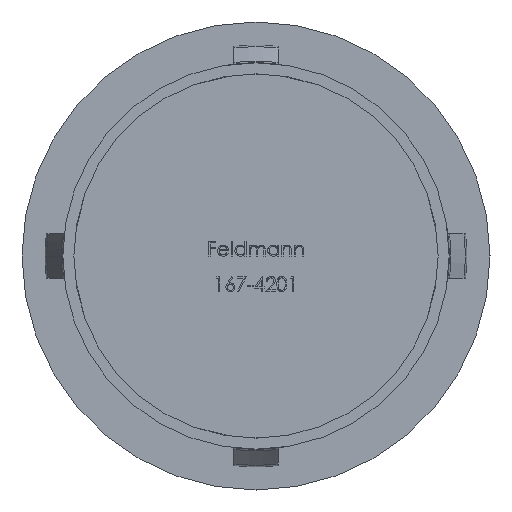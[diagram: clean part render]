
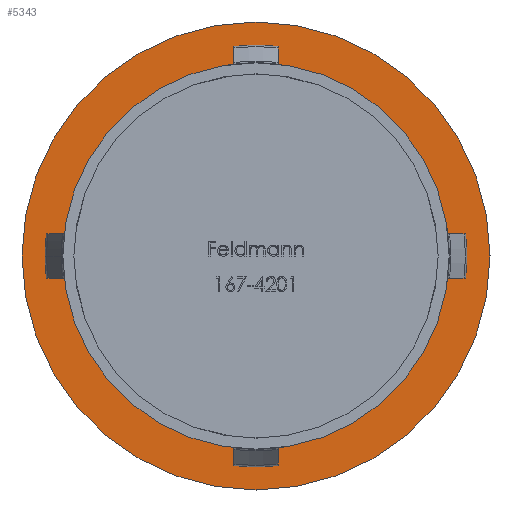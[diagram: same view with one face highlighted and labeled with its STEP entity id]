
A CAD part, front view. The second image highlights one B-rep face of the part: STEP entity #5343.
In plain terms, the highlighted planar face has unit normal (0, -1, 0).
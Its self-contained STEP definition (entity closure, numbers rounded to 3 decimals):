
#114 = EDGE_LOOP ( 'NONE', ( #7438, #9063 ) ) ;
#218 = AXIS2_PLACEMENT_3D ( 'NONE', #8914, #7821, #4731 ) ;
#738 = AXIS2_PLACEMENT_3D ( 'NONE', #10268, #8141, #6129 ) ;
#1002 = DIRECTION ( 'NONE',  ( 0., 1., 0. ) ) ;
#1122 = EDGE_LOOP ( 'NONE', ( #4383, #5633 ) ) ;
#1546 = AXIS2_PLACEMENT_3D ( 'NONE', #6650, #2489, #12822 ) ;
#2489 = DIRECTION ( 'NONE',  ( 0., 1., 0. ) ) ;
#3268 = AXIS2_PLACEMENT_3D ( 'NONE', #5295, #1002, #5120 ) ;
#3682 = VERTEX_POINT ( 'NONE', #8419 ) ;
#4039 = EDGE_CURVE ( 'NONE', #11335, #11461, #12548, .T. ) ;
#4383 = ORIENTED_EDGE ( 'NONE', *, *, #10326, .T. ) ;
#4731 = DIRECTION ( 'NONE',  ( -1., 0., 0. ) ) ;
#5120 = DIRECTION ( 'NONE',  ( -1., 0., 0. ) ) ;
#5295 = CARTESIAN_POINT ( 'NONE',  ( 0., 25.7, 0. ) ) ;
#5343 = ADVANCED_FACE ( 'NONE', ( #10453, #13376 ), #10953, .F. ) ;
#5437 = AXIS2_PLACEMENT_3D ( 'NONE', #12040, #8917, #11011 ) ;
#5633 = ORIENTED_EDGE ( 'NONE', *, *, #7507, .T. ) ;
#5972 = EDGE_CURVE ( 'NONE', #11461, #11335, #9155, .T. ) ;
#6129 = DIRECTION ( 'NONE',  ( -1., 0., 0. ) ) ;
#6650 = CARTESIAN_POINT ( 'NONE',  ( 0., 25.7, 0. ) ) ;
#6665 = CIRCLE ( 'NONE', #738, 17.5 ) ;
#7438 = ORIENTED_EDGE ( 'NONE', *, *, #5972, .F. ) ;
#7507 = EDGE_CURVE ( 'NONE', #12609, #3682, #12209, .T. ) ;
#7821 = DIRECTION ( 'NONE',  ( 0., 1., 0. ) ) ;
#8141 = DIRECTION ( 'NONE',  ( 0., 1., 0. ) ) ;
#8419 = CARTESIAN_POINT ( 'NONE',  ( -17.5, 25.7, 0. ) ) ;
#8800 = CARTESIAN_POINT ( 'NONE',  ( 17.5, 25.7, 0. ) ) ;
#8914 = CARTESIAN_POINT ( 'NONE',  ( 21.2, 25.7, 0. ) ) ;
#8917 = DIRECTION ( 'NONE',  ( 0., 1., 0. ) ) ;
#9063 = ORIENTED_EDGE ( 'NONE', *, *, #4039, .F. ) ;
#9155 = CIRCLE ( 'NONE', #3268, 21.2 ) ;
#10268 = CARTESIAN_POINT ( 'NONE',  ( 0., 25.7, 0. ) ) ;
#10326 = EDGE_CURVE ( 'NONE', #3682, #12609, #6665, .T. ) ;
#10453 = FACE_OUTER_BOUND ( 'NONE', #114, .T. ) ;
#10953 = PLANE ( 'NONE',  #218 ) ;
#11011 = DIRECTION ( 'NONE',  ( -1., 0., 0. ) ) ;
#11335 = VERTEX_POINT ( 'NONE', #11409 ) ;
#11409 = CARTESIAN_POINT ( 'NONE',  ( 21.2, 25.7, 0. ) ) ;
#11461 = VERTEX_POINT ( 'NONE', #12402 ) ;
#12040 = CARTESIAN_POINT ( 'NONE',  ( 0., 25.7, 0. ) ) ;
#12209 = CIRCLE ( 'NONE', #1546, 17.5 ) ;
#12402 = CARTESIAN_POINT ( 'NONE',  ( -21.2, 25.7, 0. ) ) ;
#12548 = CIRCLE ( 'NONE', #5437, 21.2 ) ;
#12609 = VERTEX_POINT ( 'NONE', #8800 ) ;
#12822 = DIRECTION ( 'NONE',  ( -1., 0., 0. ) ) ;
#13376 = FACE_BOUND ( 'NONE', #1122, .T. ) ;
